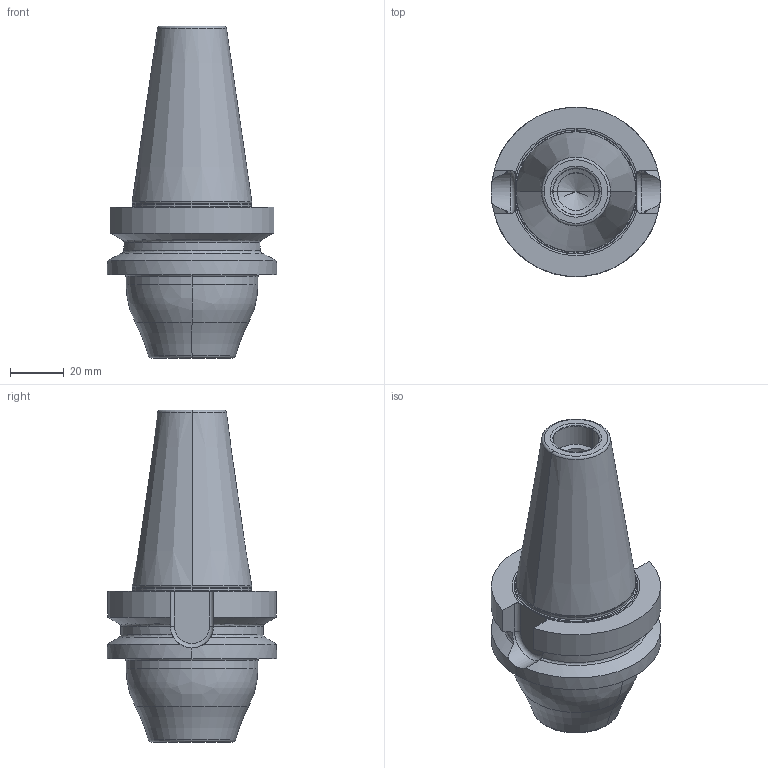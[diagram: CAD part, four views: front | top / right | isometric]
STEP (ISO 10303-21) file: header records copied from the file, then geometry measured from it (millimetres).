
FILE_DESCRIPTION((''),'2;1');
FILE_NAME('607663545-000-01-E43','2023-03-14T08:49:14',('liebchenm'),(''),'CREO PARAMETRIC BY PTC INC, 2021184','CREO PARAMETRIC BY PTC INC, 2021184','');
FILE_SCHEMA(('AP242_MANAGED_MODEL_BASED_3D_ENGINEERING_MIM_LF { 1 0 10303 442 1 1 4 }'));
Length unit declared in the file: millimetre
Products named in the file (1): 607663545-000-01-E43
Bounding box: 63 x 63 x 123.4 mm (x, y, z)
Volume: 166678.9 mm3; surface area: 25478.4 mm2
Topology: 1 solids, 1 shells, 77 faces, 182 edges, 109 vertices
Faces by surface type: torus 24, cylinder 22, cone 16, plane 13, bspline 2
Entity records: 3637 total; most frequent: CARTESIAN_POINT 744, DIRECTION 395, ORIENTED_EDGE 360, PRESENTATION_STYLE_ASSIGNMENT 185, STYLED_ITEM 185, CURVE_STYLE 184, EDGE_CURVE 180, AXIS2_PLACEMENT_3D 175
